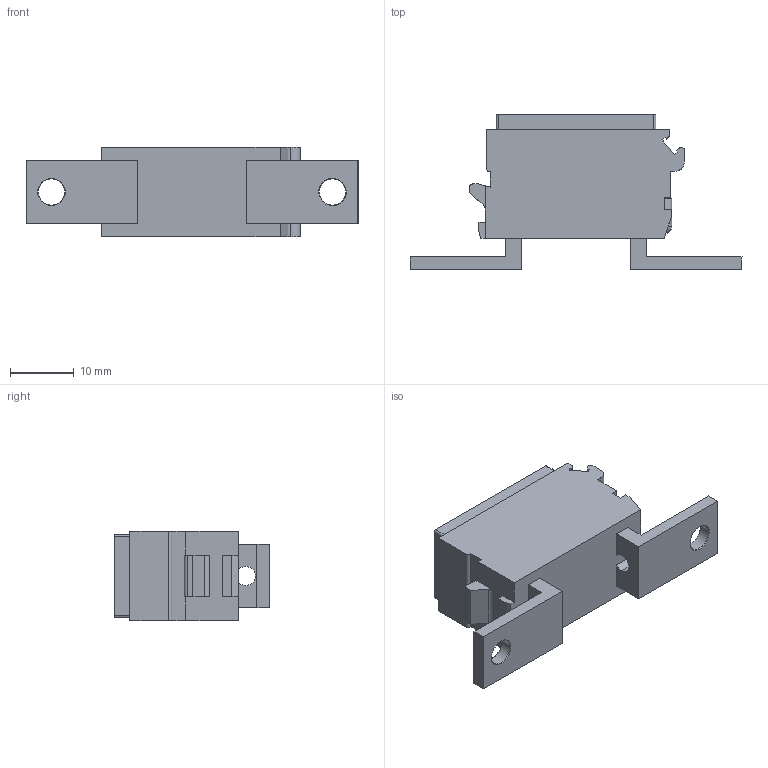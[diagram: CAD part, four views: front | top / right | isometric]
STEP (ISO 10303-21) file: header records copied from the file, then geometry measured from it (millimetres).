
FILE_DESCRIPTION((''),'2;1');
FILE_NAME('00175821202','2020-08-06T',('presta_be4'),(''),'CREO PARAMETRIC BY PTC INC, 2018360','CREO PARAMETRIC BY PTC INC, 2018360','');
FILE_SCHEMA(('CONFIG_CONTROL_DESIGN'));
Products named in the file (1): 00175821202
Bounding box: 52 x 24.32 x 14 mm (x, y, z)
Volume: 6780.6 mm3; surface area: 11104.2 mm2
Topology: 48 solids, 48 shells, 3847 faces, 10318 edges, 6560 vertices
Faces by surface type: plane 2121, cone 740, cylinder 683, torus 286, bspline 16, sphere 1
Entity records: 130554 total; most frequent: CARTESIAN_POINT 33278, DIRECTION 20575, ORIENTED_EDGE 20404, EDGE_CURVE 10202, AXIS2_PLACEMENT_3D 7438, VERTEX_POINT 6558, VECTOR 5699, LINE 5699
